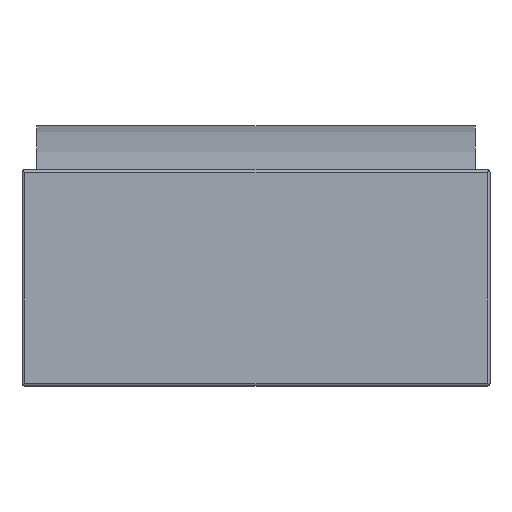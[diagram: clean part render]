
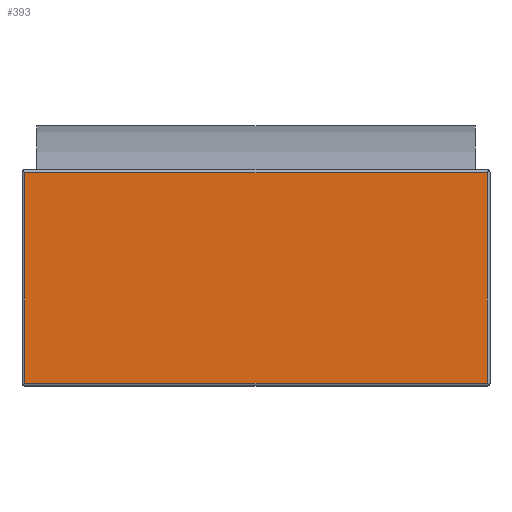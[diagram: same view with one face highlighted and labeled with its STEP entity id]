
A CAD part, front view. The second image highlights one B-rep face of the part: STEP entity #393.
In plain terms, the highlighted planar face has unit normal (0, -1, 0).
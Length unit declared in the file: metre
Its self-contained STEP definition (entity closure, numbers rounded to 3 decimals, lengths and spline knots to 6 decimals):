
#393=ADVANCED_FACE('0:422',(#743),#744,.T.);
#743=FACE_OUTER_BOUND('',#1098,.T.);
#744=PLANE('',#1099);
#1098=EDGE_LOOP('',(#1842,#1843,#1844,#1845));
#1099=AXIS2_PLACEMENT_3D('',#1846,#1847,#1848);
#1842=ORIENTED_EDGE('',*,*,#2495,.T.);
#1843=ORIENTED_EDGE('',*,*,#2533,.T.);
#1844=ORIENTED_EDGE('',*,*,#2366,.T.);
#1845=ORIENTED_EDGE('',*,*,#2377,.T.);
#1846=CARTESIAN_POINT('',(0.0,-0.0008,0.0));
#1847=DIRECTION('',(0.0,-1.0,0.0));
#1848=DIRECTION('',(0.0,0.0,-1.0));
#2366=EDGE_CURVE('0:428',#2813,#2814,#2815,.F.);
#2377=EDGE_CURVE('0:458',#2814,#2832,#2834,.T.);
#2495=EDGE_CURVE('0:731',#2832,#3014,#3016,.T.);
#2533=EDGE_CURVE('0:800',#3014,#2813,#3062,.T.);
#2813=VERTEX_POINT('',#3460);
#2814=VERTEX_POINT('',#3461);
#2815=LINE('',#3462,#3463);
#2832=VERTEX_POINT('',#3482);
#2834=LINE('',#3484,#3485);
#3014=VERTEX_POINT('',#3714);
#3016=LINE('',#3716,#3717);
#3062=LINE('',#3785,#3786);
#3460=CARTESIAN_POINT('',(-0.000395,-0.0008,0.00002));
#3461=CARTESIAN_POINT('',(-0.000395,-0.0008,-0.00034));
#3462=CARTESIAN_POINT('',(-0.000395,-0.0008,0.0));
#3463=VECTOR('',#4191,1.0);
#3482=CARTESIAN_POINT('',(0.000395,-0.0008,-0.00034));
#3484=CARTESIAN_POINT('',(0.0,-0.0008,-0.00034));
#3485=VECTOR('',#4215,1.0);
#3714=CARTESIAN_POINT('',(0.000395,-0.0008,0.00002));
#3716=CARTESIAN_POINT('',(0.000395,-0.0008,0.0));
#3717=VECTOR('',#4388,1.0);
#3785=CARTESIAN_POINT('',(0.0,-0.0008,0.00002));
#3786=VECTOR('',#4411,1.0);
#4191=DIRECTION('',(0.0,0.0,1.0));
#4215=DIRECTION('',(1.0,0.0,0.0));
#4388=DIRECTION('',(0.0,0.0,1.0));
#4411=DIRECTION('',(-1.0,0.0,0.0));
